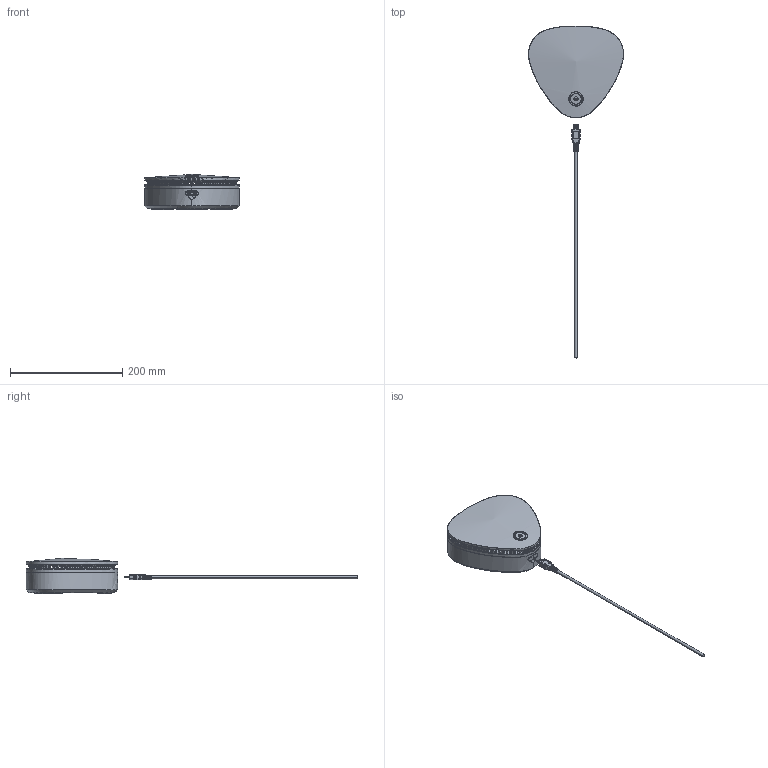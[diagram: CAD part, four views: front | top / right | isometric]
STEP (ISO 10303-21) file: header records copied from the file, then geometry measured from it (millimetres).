
FILE_DESCRIPTION(('FreeCAD Model'),'2;1');
FILE_NAME('Open CASCADE Shape Model','2025-04-29T16:03:54',('FreeCAD'),( 'FreeCAD'),'Open CASCADE STEP processor 7.6','FreeCAD','Unknown');
FILE_SCHEMA(('AUTOMOTIVE_DESIGN { 1 0 10303 214 1 1 1 1 }'));
Products named in the file (1): Open CASCADE STEP translator 7.6 1
Bounding box: 169.06 x 590.88 x 62.66 mm (x, y, z)
Volume: 15206.9 mm3; surface area: 142541.5 mm2
Topology: 27 solids, 33 shells, 1552 faces, 3934 edges, 2394 vertices
Faces by surface type: bspline 1552
Entity records: 80410 total; most frequent: CARTESIAN_POINT 57653, ORIENTED_EDGE 7702, EDGE_CURVE 3879, B_SPLINE_CURVE_WITH_KNOTS 2927, VERTEX_POINT 2386, FACE_BOUND 1592, EDGE_LOOP 1592, ADVANCED_FACE 1550
